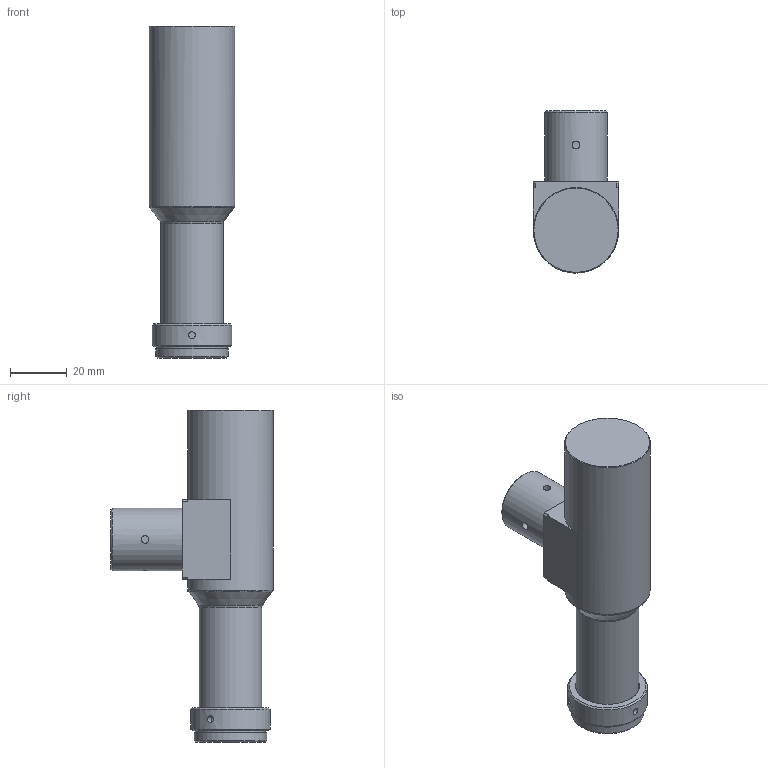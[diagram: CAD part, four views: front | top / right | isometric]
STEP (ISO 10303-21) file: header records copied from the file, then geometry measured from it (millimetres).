
FILE_DESCRIPTION (( 'STEP AP203' ), '1' );
FILE_NAME ('610103.STEP', '2025-02-08T07:03:30', ( 'Windows User' ), ( 'P R C' ), 'SwSTEP 2.0', 'SolidWorks 2020', '' );
FILE_SCHEMA (( 'CONFIG_CONTROL_DESIGN' ));
Length unit declared in the file: millimetre
Products named in the file (1): 610103
Bounding box: 30 x 57 x 116.66 mm (x, y, z)
Volume: 81838 mm3; surface area: 15148.4 mm2
Topology: 1 solids, 13 shells, 134 faces, 284 edges, 189 vertices
Faces by surface type: cylinder 74, plane 43, cone 15, bspline 2
Full cylindrical faces by diameter (mm): 1.6 x4, 2.3 x4, 2.4 x3, 2.7 x4, 19.661 x2, 20 x1, 20.5 x1, 22 x2, 24.6 x1, 25.4 x1, 27.9 x2, 28 x2, 28.5 x1, 30 x1
Entity records: 4025 total; most frequent: CARTESIAN_POINT 1399, DIRECTION 530, ORIENTED_EDGE 426, AXIS2_PLACEMENT_3D 226, EDGE_CURVE 213, EDGE_LOOP 202, VERTEX_POINT 165, FACE_OUTER_BOUND 165
